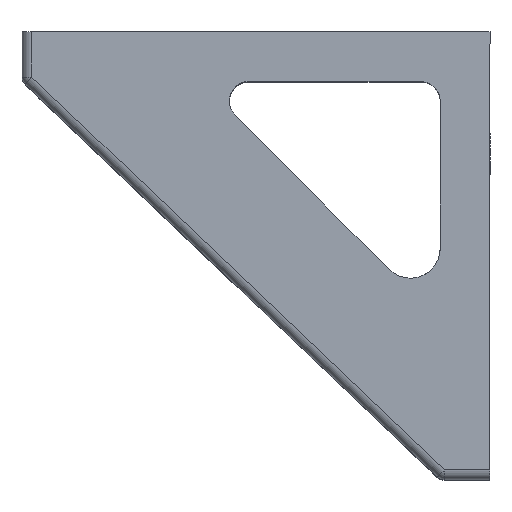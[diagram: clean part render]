
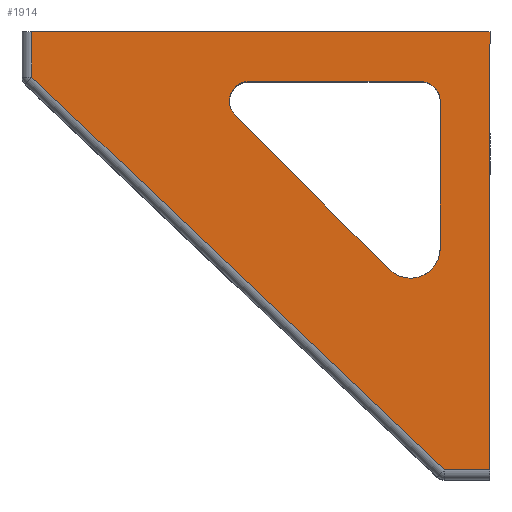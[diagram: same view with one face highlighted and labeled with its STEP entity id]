
A CAD part, top view. The second image highlights one B-rep face of the part: STEP entity #1914.
In plain terms, the highlighted planar face has unit normal (0, 0, 1).
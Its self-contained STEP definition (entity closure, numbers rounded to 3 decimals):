
#77=FACE_BOUND('',#637,.T.);
#165=LINE('',#6886,#307);
#168=LINE('',#6900,#310);
#193=LINE('',#7040,#335);
#194=LINE('',#7046,#336);
#196=LINE('',#7056,#338);
#216=LINE('',#7753,#358);
#226=LINE('',#7802,#368);
#227=LINE('',#7803,#369);
#307=VECTOR('',#2295,10.);
#310=VECTOR('',#2308,10.);
#335=VECTOR('',#2379,10.);
#336=VECTOR('',#2386,10.);
#338=VECTOR('',#2400,10.);
#358=VECTOR('',#2492,10.);
#368=VECTOR('',#2554,10.);
#369=VECTOR('',#2555,10.);
#410=PLANE('',#2090);
#516=FACE_OUTER_BOUND('',#636,.T.);
#636=EDGE_LOOP('',(#1751,#1752,#1753,#1754,#1755));
#637=EDGE_LOOP('',(#1756,#1757,#1758,#1759,#1760,#1761));
#676=CIRCLE('',#1989,3.);
#712=CIRCLE('',#2071,2.);
#713=CIRCLE('',#2075,2.);
#881=VERTEX_POINT('',#6874);
#882=VERTEX_POINT('',#6876);
#885=VERTEX_POINT('',#6884);
#891=VERTEX_POINT('',#6899);
#911=VERTEX_POINT('',#7037);
#912=VERTEX_POINT('',#7039);
#914=VERTEX_POINT('',#7045);
#916=VERTEX_POINT('',#7053);
#934=VERTEX_POINT('',#7750);
#935=VERTEX_POINT('',#7752);
#948=VERTEX_POINT('',#7801);
#1099=EDGE_CURVE('',#881,#882,#676,.T.);
#1104=EDGE_CURVE('',#881,#885,#165,.T.);
#1110=EDGE_CURVE('',#882,#891,#168,.T.);
#1149=EDGE_CURVE('',#911,#912,#193,.T.);
#1152=EDGE_CURVE('',#912,#914,#194,.T.);
#1158=EDGE_CURVE('',#914,#916,#196,.T.);
#1200=EDGE_CURVE('',#934,#935,#216,.T.);
#1207=EDGE_CURVE('',#935,#885,#712,.T.);
#1209=EDGE_CURVE('',#891,#934,#713,.T.);
#1224=EDGE_CURVE('',#948,#911,#226,.T.);
#1225=EDGE_CURVE('',#948,#916,#227,.T.);
#1751=ORIENTED_EDGE('',*,*,#1149,.F.);
#1752=ORIENTED_EDGE('',*,*,#1224,.F.);
#1753=ORIENTED_EDGE('',*,*,#1225,.T.);
#1754=ORIENTED_EDGE('',*,*,#1158,.F.);
#1755=ORIENTED_EDGE('',*,*,#1152,.F.);
#1756=ORIENTED_EDGE('',*,*,#1104,.T.);
#1757=ORIENTED_EDGE('',*,*,#1207,.F.);
#1758=ORIENTED_EDGE('',*,*,#1200,.F.);
#1759=ORIENTED_EDGE('',*,*,#1209,.F.);
#1760=ORIENTED_EDGE('',*,*,#1110,.F.);
#1761=ORIENTED_EDGE('',*,*,#1099,.F.);
#1914=ADVANCED_FACE('',(#516,#77),#410,.T.);
#1989=AXIS2_PLACEMENT_3D('',#6877,#2286,#2287);
#2071=AXIS2_PLACEMENT_3D('',#7766,#2506,#2507);
#2075=AXIS2_PLACEMENT_3D('',#7771,#2515,#2516);
#2090=AXIS2_PLACEMENT_3D('',#7800,#2552,#2553);
#2286=DIRECTION('center_axis',(0.,0.,1.));
#2287=DIRECTION('ref_axis',(0.383,-0.924,0.));
#2295=DIRECTION('',(-0.707,0.707,0.));
#2308=DIRECTION('',(0.,1.,0.));
#2379=DIRECTION('',(-1.,0.,0.));
#2386=DIRECTION('',(-0.724,0.69,0.));
#2400=DIRECTION('',(0.,1.,0.));
#2492=DIRECTION('',(-1.,0.,0.));
#2506=DIRECTION('center_axis',(0.,0.,1.));
#2507=DIRECTION('ref_axis',(-0.924,0.383,0.));
#2515=DIRECTION('center_axis',(0.,0.,1.));
#2516=DIRECTION('ref_axis',(0.707,0.707,0.));
#2552=DIRECTION('center_axis',(0.,0.,1.));
#2553=DIRECTION('ref_axis',(0.,1.,0.));
#2554=DIRECTION('',(0.,-1.,0.));
#2555=DIRECTION('',(-1.,0.,0.));
#6874=CARTESIAN_POINT('',(40.979,172.419,143.386));
#6876=CARTESIAN_POINT('',(46.1,174.54,143.386));
#6877=CARTESIAN_POINT('Origin',(43.1,174.54,143.386));
#6884=CARTESIAN_POINT('',(25.514,187.883,143.386));
#6886=CARTESIAN_POINT('',(46.1,167.297,143.386));
#6899=CARTESIAN_POINT('',(46.1,189.297,143.386));
#6900=CARTESIAN_POINT('',(46.1,196.297,143.386));
#7037=CARTESIAN_POINT('',(51.1,152.297,143.386));
#7039=CARTESIAN_POINT('',(46.5,152.297,143.386));
#7040=CARTESIAN_POINT('',(51.1,152.297,143.386));
#7045=CARTESIAN_POINT('',(5.1,191.726,143.386));
#7046=CARTESIAN_POINT('',(27.101,170.773,143.386));
#7053=CARTESIAN_POINT('',(5.1,196.297,143.386));
#7056=CARTESIAN_POINT('',(5.1,172.547,143.386));
#7750=CARTESIAN_POINT('',(44.1,191.297,143.386));
#7752=CARTESIAN_POINT('',(26.928,191.297,143.386));
#7753=CARTESIAN_POINT('',(46.1,191.297,143.386));
#7766=CARTESIAN_POINT('Origin',(26.928,189.297,143.386));
#7771=CARTESIAN_POINT('Origin',(44.1,189.297,143.386));
#7800=CARTESIAN_POINT('Origin',(51.1,151.297,143.386));
#7801=CARTESIAN_POINT('',(51.1,196.297,143.386));
#7802=CARTESIAN_POINT('',(51.1,196.297,143.386));
#7803=CARTESIAN_POINT('',(51.1,196.297,143.386));
